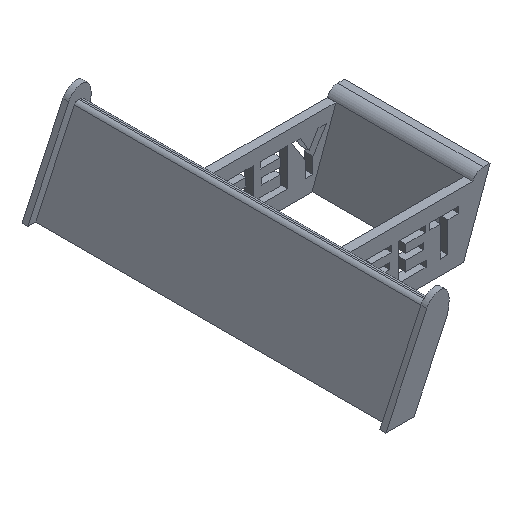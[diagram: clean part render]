
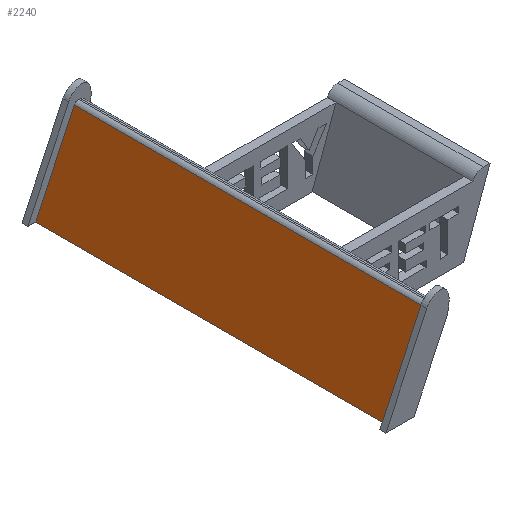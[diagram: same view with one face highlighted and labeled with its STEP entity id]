
A CAD part, isometric view. The second image highlights one B-rep face of the part: STEP entity #2240.
In plain terms, the highlighted planar face has unit normal (-0.906, 0, 0.423).
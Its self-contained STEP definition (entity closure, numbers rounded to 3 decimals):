
#105=FACE_OUTER_BOUND('',#221,.T.);
#221=EDGE_LOOP('',(#1774,#1775,#1776,#1777));
#288=LINE('',#3095,#599);
#294=LINE('',#3111,#605);
#309=LINE('',#3264,#620);
#453=LINE('',#3554,#764);
#599=VECTOR('',#2432,10.);
#605=VECTOR('',#2446,10.);
#620=VECTOR('',#2473,10.);
#764=VECTOR('',#2715,10.);
#910=VERTEX_POINT('',#3093);
#911=VERTEX_POINT('',#3094);
#917=VERTEX_POINT('',#3109);
#929=VERTEX_POINT('',#3262);
#1126=EDGE_CURVE('',#910,#911,#288,.T.);
#1135=EDGE_CURVE('',#917,#911,#294,.T.);
#1153=EDGE_CURVE('',#917,#929,#309,.T.);
#1298=EDGE_CURVE('',#910,#929,#453,.T.);
#1774=ORIENTED_EDGE('',*,*,#1126,.T.);
#1775=ORIENTED_EDGE('',*,*,#1135,.F.);
#1776=ORIENTED_EDGE('',*,*,#1153,.T.);
#1777=ORIENTED_EDGE('',*,*,#1298,.F.);
#2133=PLANE('',#2365);
#2240=ADVANCED_FACE('',(#105),#2133,.T.);
#2365=AXIS2_PLACEMENT_3D('',#3553,#2713,#2714);
#2432=DIRECTION('',(0.423,0.,0.906));
#2446=DIRECTION('',(0.,-1.,0.));
#2473=DIRECTION('',(-0.423,0.,-0.906));
#2713=DIRECTION('center_axis',(-0.906,0.,0.423));
#2714=DIRECTION('ref_axis',(0.423,0.,0.906));
#2715=DIRECTION('',(0.,1.,0.));
#3093=CARTESIAN_POINT('',(-22.58,-14.2,0.));
#3094=CARTESIAN_POINT('',(-17.317,-14.2,11.287));
#3095=CARTESIAN_POINT('',(-21.011,-14.2,3.365));
#3109=CARTESIAN_POINT('',(-17.317,34.2,11.287));
#3111=CARTESIAN_POINT('',(-17.317,10.,11.287));
#3262=CARTESIAN_POINT('',(-22.58,34.2,0.));
#3264=CARTESIAN_POINT('',(-21.011,34.2,3.365));
#3553=CARTESIAN_POINT('Origin',(-22.58,10.,0.));
#3554=CARTESIAN_POINT('',(-22.58,10.,0.));
